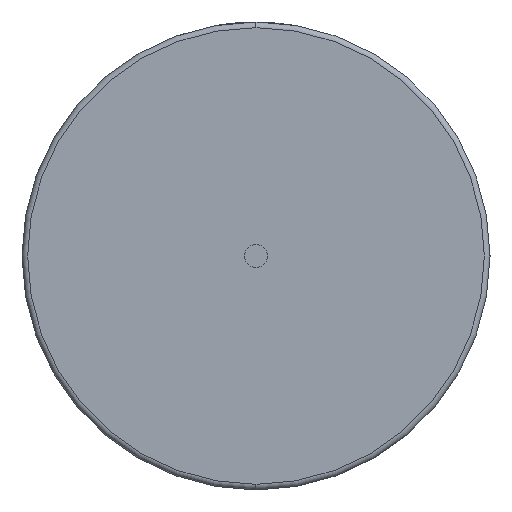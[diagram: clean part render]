
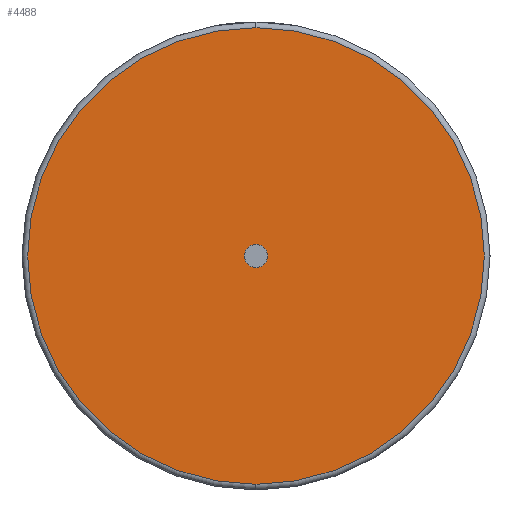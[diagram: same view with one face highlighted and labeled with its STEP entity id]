
A CAD part, left-side view. The second image highlights one B-rep face of the part: STEP entity #4488.
In plain terms, the highlighted planar face has unit normal (-1, 0, 0).
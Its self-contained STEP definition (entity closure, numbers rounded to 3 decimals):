
#427 = CARTESIAN_POINT ( 'NONE',  ( 0., 0., 0. ) ) ;
#482 = VERTEX_POINT ( 'NONE', #1597 ) ;
#524 = EDGE_LOOP ( 'NONE', ( #1712, #3799 ) ) ;
#621 = CARTESIAN_POINT ( 'NONE',  ( 0., 0., 0. ) ) ;
#877 = CIRCLE ( 'NONE', #3887, 0.515 ) ;
#904 = CIRCLE ( 'NONE', #4429, 10.1 ) ;
#971 = EDGE_CURVE ( 'NONE', #2466, #482, #2231, .T. ) ;
#1008 = ORIENTED_EDGE ( 'NONE', *, *, #1116, .F. ) ;
#1116 = EDGE_CURVE ( 'NONE', #1932, #2491, #877, .T. ) ;
#1119 = DIRECTION ( 'NONE',  ( -1., 0., 0. ) ) ;
#1310 = DIRECTION ( 'NONE',  ( -1., 0., 0. ) ) ;
#1450 = CARTESIAN_POINT ( 'NONE',  ( 0., 0., -10.1 ) ) ;
#1583 = CARTESIAN_POINT ( 'NONE',  ( 0., 0., 0.515 ) ) ;
#1597 = CARTESIAN_POINT ( 'NONE',  ( 0., 0., 10.1 ) ) ;
#1615 = FACE_BOUND ( 'NONE', #4161, .T. ) ;
#1616 = PLANE ( 'NONE',  #3986 ) ;
#1712 = ORIENTED_EDGE ( 'NONE', *, *, #971, .T. ) ;
#1776 = CARTESIAN_POINT ( 'NONE',  ( 0., 0., 0. ) ) ;
#1806 = DIRECTION ( 'NONE',  ( 0., 0., -1. ) ) ;
#1826 = ORIENTED_EDGE ( 'NONE', *, *, #2342, .F. ) ;
#1932 = VERTEX_POINT ( 'NONE', #1583 ) ;
#2149 = CARTESIAN_POINT ( 'NONE',  ( 0., 0., -0.515 ) ) ;
#2216 = CARTESIAN_POINT ( 'NONE',  ( 0., 0., 0. ) ) ;
#2231 = CIRCLE ( 'NONE', #4248, 10.1 ) ;
#2342 = EDGE_CURVE ( 'NONE', #2491, #1932, #2651, .T. ) ;
#2466 = VERTEX_POINT ( 'NONE', #1450 ) ;
#2491 = VERTEX_POINT ( 'NONE', #2149 ) ;
#2651 = CIRCLE ( 'NONE', #3939, 0.515 ) ;
#2855 = DIRECTION ( 'NONE',  ( -1., 0., 0. ) ) ;
#2877 = DIRECTION ( 'NONE',  ( -1., 0., 0. ) ) ;
#2914 = FACE_OUTER_BOUND ( 'NONE', #524, .T. ) ;
#3300 = CARTESIAN_POINT ( 'NONE',  ( 0., 0., 0. ) ) ;
#3429 = DIRECTION ( 'NONE',  ( 0., 0., -1. ) ) ;
#3598 = DIRECTION ( 'NONE',  ( 0., 0., -1. ) ) ;
#3799 = ORIENTED_EDGE ( 'NONE', *, *, #3917, .T. ) ;
#3887 = AXIS2_PLACEMENT_3D ( 'NONE', #2216, #2877, #3598 ) ;
#3917 = EDGE_CURVE ( 'NONE', #482, #2466, #904, .T. ) ;
#3939 = AXIS2_PLACEMENT_3D ( 'NONE', #621, #1310, #3429 ) ;
#3981 = DIRECTION ( 'NONE',  ( 0., 0., -1. ) ) ;
#3986 = AXIS2_PLACEMENT_3D ( 'NONE', #3300, #4045, #3981 ) ;
#4045 = DIRECTION ( 'NONE',  ( 1., 0., 0. ) ) ;
#4161 = EDGE_LOOP ( 'NONE', ( #1826, #1008 ) ) ;
#4238 = DIRECTION ( 'NONE',  ( 0., 0., -1. ) ) ;
#4248 = AXIS2_PLACEMENT_3D ( 'NONE', #1776, #1119, #1806 ) ;
#4429 = AXIS2_PLACEMENT_3D ( 'NONE', #427, #2855, #4238 ) ;
#4488 = ADVANCED_FACE ( 'NONE', ( #2914, #1615 ), #1616, .F. ) ;
